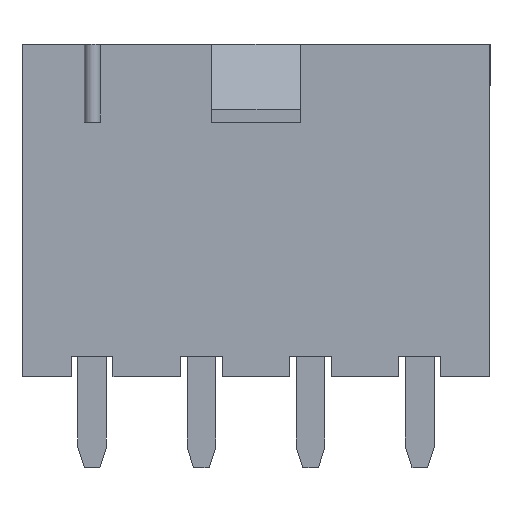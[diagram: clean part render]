
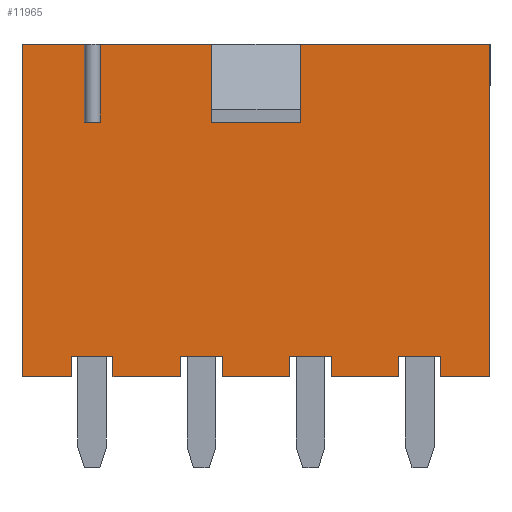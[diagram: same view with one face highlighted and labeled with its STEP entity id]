
A CAD part, front view. The second image highlights one B-rep face of the part: STEP entity #11965.
In plain terms, the highlighted face is planar.
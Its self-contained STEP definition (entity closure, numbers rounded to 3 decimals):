
#1191=ORIENTED_EDGE('',*,*,#3129,.F.);
#1192=ORIENTED_EDGE('',*,*,#3126,.T.);
#1193=ORIENTED_EDGE('',*,*,#3128,.T.);
#1194=ORIENTED_EDGE('',*,*,#3530,.F.);
#1195=ORIENTED_EDGE('',*,*,#3468,.T.);
#1196=ORIENTED_EDGE('',*,*,#3556,.T.);
#1197=ORIENTED_EDGE('',*,*,#3184,.T.);
#1198=ORIENTED_EDGE('',*,*,#3540,.T.);
#1199=ORIENTED_EDGE('',*,*,#3188,.T.);
#1200=ORIENTED_EDGE('',*,*,#3557,.T.);
#1201=ORIENTED_EDGE('',*,*,#3253,.T.);
#1202=ORIENTED_EDGE('',*,*,#3504,.T.);
#1203=ORIENTED_EDGE('',*,*,#3257,.T.);
#1204=ORIENTED_EDGE('',*,*,#3516,.T.);
#1205=ORIENTED_EDGE('',*,*,#3326,.T.);
#1206=ORIENTED_EDGE('',*,*,#3480,.T.);
#1207=ORIENTED_EDGE('',*,*,#3330,.T.);
#1208=ORIENTED_EDGE('',*,*,#3492,.T.);
#1209=ORIENTED_EDGE('',*,*,#3444,.T.);
#1210=ORIENTED_EDGE('',*,*,#3415,.T.);
#1211=ORIENTED_EDGE('',*,*,#3450,.T.);
#1212=ORIENTED_EDGE('',*,*,#3462,.T.);
#1213=ORIENTED_EDGE('',*,*,#3458,.F.);
#1214=ORIENTED_EDGE('',*,*,#3528,.F.);
#1215=ORIENTED_EDGE('',*,*,#3135,.F.);
#1216=ORIENTED_EDGE('',*,*,#3136,.F.);
#1217=ORIENTED_EDGE('',*,*,#3139,.F.);
#1218=ORIENTED_EDGE('',*,*,#3531,.F.);
#3126=EDGE_CURVE('',#4445,#4444,#5298,.T.);
#3128=EDGE_CURVE('',#4444,#4446,#5299,.T.);
#3129=EDGE_CURVE('',#4445,#4447,#5300,.T.);
#3135=EDGE_CURVE('',#4451,#4450,#5306,.T.);
#3136=EDGE_CURVE('',#4452,#4451,#5307,.T.);
#3139=EDGE_CURVE('',#4453,#4452,#5310,.T.);
#3184=EDGE_CURVE('',#4483,#4486,#5347,.T.);
#3188=EDGE_CURVE('',#4487,#4490,#5351,.T.);
#3253=EDGE_CURVE('',#4540,#4543,#5408,.T.);
#3257=EDGE_CURVE('',#4544,#4547,#5412,.T.);
#3326=EDGE_CURVE('',#4601,#4604,#5473,.T.);
#3330=EDGE_CURVE('',#4605,#4608,#5477,.T.);
#3415=EDGE_CURVE('',#4677,#4676,#5554,.T.);
#3444=EDGE_CURVE('',#4696,#4677,#5583,.T.);
#3450=EDGE_CURVE('',#4676,#4701,#5589,.T.);
#3458=EDGE_CURVE('',#4707,#4708,#5597,.T.);
#3462=EDGE_CURVE('',#4701,#4708,#5601,.T.);
#3468=EDGE_CURVE('',#4713,#4712,#5607,.T.);
#3480=EDGE_CURVE('',#4604,#4605,#5619,.T.);
#3492=EDGE_CURVE('',#4608,#4696,#5631,.T.);
#3504=EDGE_CURVE('',#4543,#4544,#5643,.T.);
#3516=EDGE_CURVE('',#4547,#4601,#5655,.T.);
#3528=EDGE_CURVE('',#4450,#4707,#5667,.T.);
#3530=EDGE_CURVE('',#4713,#4446,#5669,.T.);
#3531=EDGE_CURVE('',#4447,#4453,#5670,.T.);
#3540=EDGE_CURVE('',#4486,#4487,#5679,.T.);
#3556=EDGE_CURVE('',#4712,#4483,#5695,.T.);
#3557=EDGE_CURVE('',#4490,#4540,#5696,.T.);
#4444=VERTEX_POINT('',#15698);
#4445=VERTEX_POINT('',#15699);
#4446=VERTEX_POINT('',#15703);
#4447=VERTEX_POINT('',#15704);
#4450=VERTEX_POINT('',#15715);
#4451=VERTEX_POINT('',#15717);
#4452=VERTEX_POINT('',#15721);
#4453=VERTEX_POINT('',#15725);
#4483=VERTEX_POINT('',#15807);
#4486=VERTEX_POINT('',#15812);
#4487=VERTEX_POINT('',#15816);
#4490=VERTEX_POINT('',#15821);
#4540=VERTEX_POINT('',#15948);
#4543=VERTEX_POINT('',#15953);
#4544=VERTEX_POINT('',#15957);
#4547=VERTEX_POINT('',#15962);
#4601=VERTEX_POINT('',#16098);
#4604=VERTEX_POINT('',#16103);
#4605=VERTEX_POINT('',#16107);
#4608=VERTEX_POINT('',#16112);
#4676=VERTEX_POINT('',#16283);
#4677=VERTEX_POINT('',#16285);
#4696=VERTEX_POINT('',#16337);
#4701=VERTEX_POINT('',#16351);
#4707=VERTEX_POINT('',#16367);
#4708=VERTEX_POINT('',#16369);
#4712=VERTEX_POINT('',#16385);
#4713=VERTEX_POINT('',#16387);
#5298=LINE('',#15700,#6413);
#5299=LINE('',#15705,#6414);
#5300=LINE('',#15706,#6415);
#5306=LINE('',#15718,#6421);
#5307=LINE('',#15720,#6422);
#5310=LINE('',#15726,#6425);
#5347=LINE('',#15813,#6462);
#5351=LINE('',#15822,#6466);
#5408=LINE('',#15954,#6523);
#5412=LINE('',#15963,#6527);
#5473=LINE('',#16104,#6588);
#5477=LINE('',#16113,#6592);
#5554=LINE('',#16284,#6669);
#5583=LINE('',#16340,#6698);
#5589=LINE('',#16352,#6704);
#5597=LINE('',#16368,#6712);
#5601=LINE('',#16375,#6716);
#5607=LINE('',#16386,#6722);
#5619=LINE('',#16405,#6734);
#5631=LINE('',#16425,#6746);
#5643=LINE('',#16442,#6758);
#5655=LINE('',#16462,#6770);
#5667=LINE('',#16478,#6782);
#5669=LINE('',#16480,#6784);
#5670=LINE('',#16481,#6785);
#5679=LINE('',#16492,#6794);
#5695=LINE('',#16518,#6810);
#5696=LINE('',#16519,#6811);
#6413=VECTOR('',#13175,1000.);
#6414=VECTOR('',#13180,1000.);
#6415=VECTOR('',#13181,1000.);
#6421=VECTOR('',#13191,1000.);
#6422=VECTOR('',#13194,1000.);
#6425=VECTOR('',#13199,1000.);
#6462=VECTOR('',#13270,1000.);
#6466=VECTOR('',#13276,1000.);
#6523=VECTOR('',#13377,1000.);
#6527=VECTOR('',#13383,1000.);
#6588=VECTOR('',#13490,1000.);
#6592=VECTOR('',#13496,1000.);
#6669=VECTOR('',#13625,1000.);
#6698=VECTOR('',#13666,1000.);
#6704=VECTOR('',#13676,1000.);
#6712=VECTOR('',#13688,1000.);
#6716=VECTOR('',#13694,1000.);
#6722=VECTOR('',#13704,1000.);
#6734=VECTOR('',#13722,1000.);
#6746=VECTOR('',#13738,1000.);
#6758=VECTOR('',#13758,1000.);
#6770=VECTOR('',#13774,1000.);
#6782=VECTOR('',#13792,1000.);
#6784=VECTOR('',#13794,1000.);
#6785=VECTOR('',#13795,1000.);
#6794=VECTOR('',#13808,1000.);
#6810=VECTOR('',#13832,1000.);
#6811=VECTOR('',#13833,1000.);
#7546=EDGE_LOOP('',(#1191,#1192,#1193,#1194,#1195,#1196,#1197,#1198,#1199,
#1200,#1201,#1202,#1203,#1204,#1205,#1206,#1207,#1208,#1209,#1210,#1211,
#1212,#1213,#1214,#1215,#1216,#1217,#1218));
#8009=FACE_BOUND('',#7546,.T.);
#8459=PLANE('',#12473);
#11965=ADVANCED_FACE('',(#8009),#8459,.T.);
#12473=AXIS2_PLACEMENT_3D('',#16517,#13830,#13831);
#13175=DIRECTION('',(1.,0.,0.));
#13180=DIRECTION('',(0.,0.,1.));
#13181=DIRECTION('',(0.,0.,1.));
#13191=DIRECTION('',(0.,0.,1.));
#13194=DIRECTION('',(-1.,0.,0.));
#13199=DIRECTION('',(0.,0.,-1.));
#13270=DIRECTION('',(0.,0.,1.));
#13276=DIRECTION('',(0.,0.,-1.));
#13377=DIRECTION('',(0.,0.,1.));
#13383=DIRECTION('',(0.,0.,-1.));
#13490=DIRECTION('',(0.,0.,1.));
#13496=DIRECTION('',(0.,0.,-1.));
#13625=DIRECTION('',(-1.,0.,0.));
#13666=DIRECTION('',(0.,0.,1.));
#13676=DIRECTION('',(0.,0.,-1.));
#13688=DIRECTION('',(0.,0.,-1.));
#13694=DIRECTION('',(-1.,0.,0.));
#13704=DIRECTION('',(0.,0.,-1.));
#13722=DIRECTION('',(-1.,0.,0.));
#13738=DIRECTION('',(-1.,0.,0.));
#13758=DIRECTION('',(-1.,0.,0.));
#13774=DIRECTION('',(-1.,0.,0.));
#13792=DIRECTION('',(-1.,0.,0.));
#13794=DIRECTION('',(-1.,0.,0.));
#13795=DIRECTION('',(-1.,0.,0.));
#13808=DIRECTION('',(-1.,0.,0.));
#13830=DIRECTION('',(0.,1.,0.));
#13831=DIRECTION('',(0.,0.,1.));
#13832=DIRECTION('',(-1.,0.,0.));
#13833=DIRECTION('',(-1.,0.,0.));
#15698=CARTESIAN_POINT('',(6.6,2.7,3.4));
#15699=CARTESIAN_POINT('',(6.,2.7,3.4));
#15700=CARTESIAN_POINT('',(6.,2.7,3.4));
#15703=CARTESIAN_POINT('',(6.6,2.7,6.4));
#15704=CARTESIAN_POINT('',(6.,2.7,6.4));
#15705=CARTESIAN_POINT('',(6.6,2.7,3.4));
#15706=CARTESIAN_POINT('',(6.,2.7,3.4));
#15715=CARTESIAN_POINT('',(-1.7,2.7,6.4));
#15717=CARTESIAN_POINT('',(-1.7,2.7,3.4));
#15718=CARTESIAN_POINT('',(-1.7,2.7,3.4));
#15720=CARTESIAN_POINT('',(1.7,2.7,3.4));
#15721=CARTESIAN_POINT('',(1.7,2.7,3.4));
#15725=CARTESIAN_POINT('',(1.7,2.7,6.4));
#15726=CARTESIAN_POINT('',(1.7,2.7,6.4));
#15807=CARTESIAN_POINT('',(7.1,2.7,-6.4));
#15812=CARTESIAN_POINT('',(7.1,2.7,-5.6));
#15813=CARTESIAN_POINT('',(7.1,2.7,6.4));
#15816=CARTESIAN_POINT('',(5.5,2.7,-5.6));
#15821=CARTESIAN_POINT('',(5.5,2.7,-6.4));
#15822=CARTESIAN_POINT('',(5.5,2.7,6.4));
#15948=CARTESIAN_POINT('',(2.9,2.7,-6.4));
#15953=CARTESIAN_POINT('',(2.9,2.7,-5.6));
#15954=CARTESIAN_POINT('',(2.9,2.7,6.4));
#15957=CARTESIAN_POINT('',(1.3,2.7,-5.6));
#15962=CARTESIAN_POINT('',(1.3,2.7,-6.4));
#15963=CARTESIAN_POINT('',(1.3,2.7,6.4));
#16098=CARTESIAN_POINT('',(-1.3,2.7,-6.4));
#16103=CARTESIAN_POINT('',(-1.3,2.7,-5.6));
#16104=CARTESIAN_POINT('',(-1.3,2.7,6.4));
#16107=CARTESIAN_POINT('',(-2.9,2.7,-5.6));
#16112=CARTESIAN_POINT('',(-2.9,2.7,-6.4));
#16113=CARTESIAN_POINT('',(-2.9,2.7,6.4));
#16283=CARTESIAN_POINT('',(-7.1,2.7,-5.6));
#16284=CARTESIAN_POINT('',(9.,2.7,-5.6));
#16285=CARTESIAN_POINT('',(-5.5,2.7,-5.6));
#16337=CARTESIAN_POINT('',(-5.5,2.7,-6.4));
#16340=CARTESIAN_POINT('',(-5.5,2.7,6.4));
#16351=CARTESIAN_POINT('',(-7.1,2.7,-6.4));
#16352=CARTESIAN_POINT('',(-7.1,2.7,6.4));
#16367=CARTESIAN_POINT('',(-9.,2.7,6.4));
#16368=CARTESIAN_POINT('',(-9.,2.7,6.4));
#16369=CARTESIAN_POINT('',(-9.,2.7,-6.4));
#16375=CARTESIAN_POINT('',(9.,2.7,-6.4));
#16385=CARTESIAN_POINT('',(9.,2.7,-6.4));
#16386=CARTESIAN_POINT('',(9.,2.7,6.4));
#16387=CARTESIAN_POINT('',(9.,2.7,6.4));
#16405=CARTESIAN_POINT('',(9.,2.7,-5.6));
#16425=CARTESIAN_POINT('',(9.,2.7,-6.4));
#16442=CARTESIAN_POINT('',(9.,2.7,-5.6));
#16462=CARTESIAN_POINT('',(9.,2.7,-6.4));
#16478=CARTESIAN_POINT('',(9.,2.7,6.4));
#16480=CARTESIAN_POINT('',(9.,2.7,6.4));
#16481=CARTESIAN_POINT('',(9.,2.7,6.4));
#16492=CARTESIAN_POINT('',(9.,2.7,-5.6));
#16517=CARTESIAN_POINT('',(9.,2.7,6.4));
#16518=CARTESIAN_POINT('',(9.,2.7,-6.4));
#16519=CARTESIAN_POINT('',(9.,2.7,-6.4));
